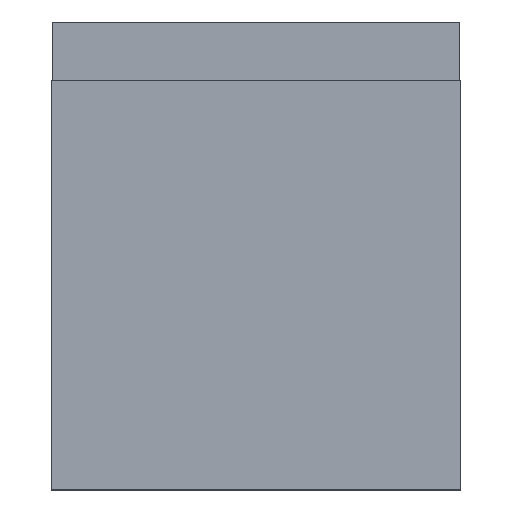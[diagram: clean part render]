
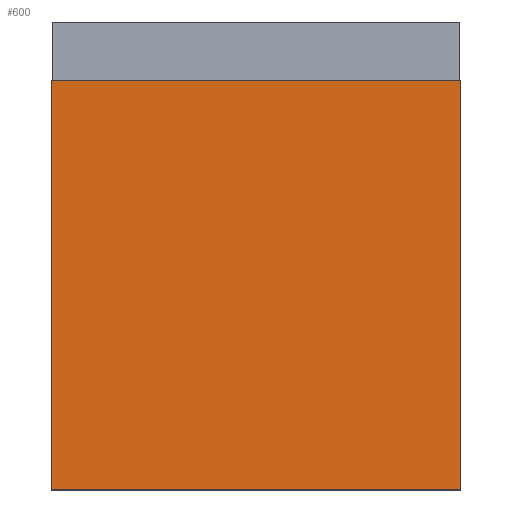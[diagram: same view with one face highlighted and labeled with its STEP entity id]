
A CAD part, front view. The second image highlights one B-rep face of the part: STEP entity #600.
In plain terms, the highlighted planar face has unit normal (0, -1, 0).
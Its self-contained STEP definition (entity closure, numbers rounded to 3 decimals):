
#28 = DIRECTION ( 'NONE',  ( 0., -1., 0. ) ) ;
#50 = VECTOR ( 'NONE', #414, 1000. ) ;
#80 = LINE ( 'NONE', #268, #301 ) ;
#99 = VECTOR ( 'NONE', #569, 1000. ) ;
#101 = LINE ( 'NONE', #457, #50 ) ;
#113 = ORIENTED_EDGE ( 'NONE', *, *, #154, .T. ) ;
#131 = DIRECTION ( 'NONE',  ( 0., 0., -1. ) ) ;
#144 = VERTEX_POINT ( 'NONE', #494 ) ;
#154 = EDGE_CURVE ( 'NONE', #144, #261, #101, .T. ) ;
#158 = CARTESIAN_POINT ( 'NONE',  ( 21., 0., 28. ) ) ;
#174 = ORIENTED_EDGE ( 'NONE', *, *, #499, .F. ) ;
#246 = ORIENTED_EDGE ( 'NONE', *, *, #336, .T. ) ;
#261 = VERTEX_POINT ( 'NONE', #631 ) ;
#267 = FACE_OUTER_BOUND ( 'NONE', #288, .T. ) ;
#268 = CARTESIAN_POINT ( 'NONE',  ( -14., 0., 40.022 ) ) ;
#282 = EDGE_CURVE ( 'NONE', #651, #510, #312, .T. ) ;
#288 = EDGE_LOOP ( 'NONE', ( #174, #417, #246, #113 ) ) ;
#301 = VECTOR ( 'NONE', #416, 1000. ) ;
#312 = LINE ( 'NONE', #158, #99 ) ;
#329 = LINE ( 'NONE', #474, #423 ) ;
#336 = EDGE_CURVE ( 'NONE', #651, #144, #80, .T. ) ;
#380 = DIRECTION ( 'NONE',  ( 0., 0., -1. ) ) ;
#414 = DIRECTION ( 'NONE',  ( 1., 0., 0. ) ) ;
#416 = DIRECTION ( 'NONE',  ( 0., 0., -1. ) ) ;
#417 = ORIENTED_EDGE ( 'NONE', *, *, #282, .F. ) ;
#423 = VECTOR ( 'NONE', #380, 1000. ) ;
#457 = CARTESIAN_POINT ( 'NONE',  ( 21., 0., 0. ) ) ;
#474 = CARTESIAN_POINT ( 'NONE',  ( 14., 0., 0. ) ) ;
#478 = CARTESIAN_POINT ( 'NONE',  ( 14., 0., 28. ) ) ;
#494 = CARTESIAN_POINT ( 'NONE',  ( -14., 0., 0. ) ) ;
#499 = EDGE_CURVE ( 'NONE', #510, #261, #329, .T. ) ;
#510 = VERTEX_POINT ( 'NONE', #478 ) ;
#534 = PLANE ( 'NONE',  #564 ) ;
#543 = CARTESIAN_POINT ( 'NONE',  ( 21., 0., 40.022 ) ) ;
#564 = AXIS2_PLACEMENT_3D ( 'NONE', #543, #28, #131 ) ;
#569 = DIRECTION ( 'NONE',  ( 1., 0., 0. ) ) ;
#600 = ADVANCED_FACE ( 'NONE', ( #267 ), #534, .T. ) ;
#614 = CARTESIAN_POINT ( 'NONE',  ( -14., 0., 28. ) ) ;
#631 = CARTESIAN_POINT ( 'NONE',  ( 14., 0., 0. ) ) ;
#651 = VERTEX_POINT ( 'NONE', #614 ) ;
